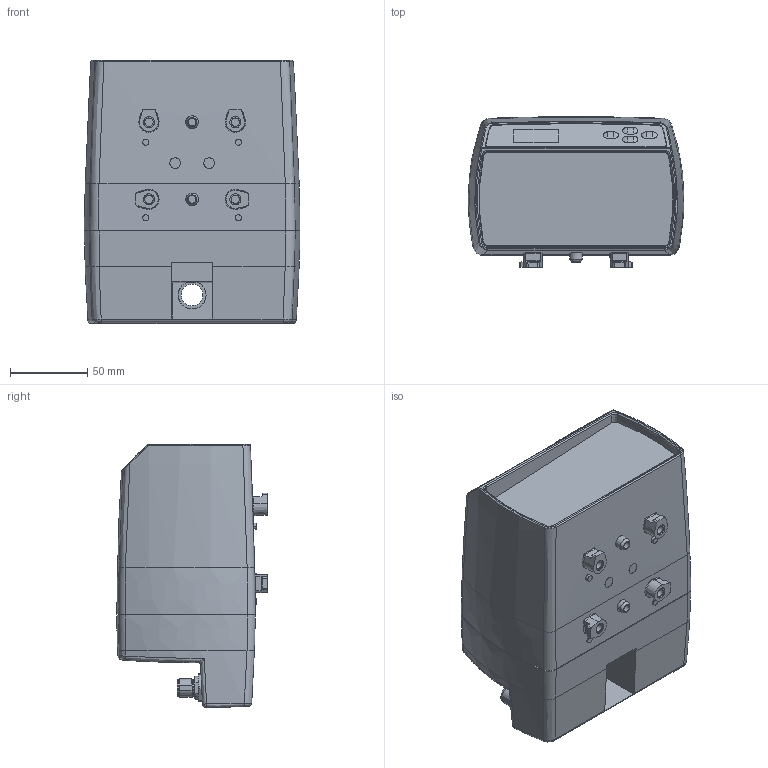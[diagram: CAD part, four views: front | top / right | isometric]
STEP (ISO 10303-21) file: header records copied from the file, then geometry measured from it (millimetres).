
FILE_DESCRIPTION((''),'2;1');
FILE_NAME('DB003351_VDM100_PDB_SW_PB','2007-12-11T',('tmarschner'),(''),'PRO/ENGINEER BY PARAMETRIC TECHNOLOGY CORPORATION, 2006300','PRO/ENGINEER BY PARAMETRIC TECHNOLOGY CORPORATION, 2006300','');
FILE_SCHEMA(('CONFIG_CONTROL_DESIGN'));
Products named in the file (1): DB003351_VDM100_PDB_SW_PB
Bounding box: 139.84 x 97.8 x 170.49 mm (x, y, z)
Volume: 282915.3 mm3; surface area: 211970.5 mm2
Topology: 6 solids, 6 shells, 1244 faces, 3090 edges, 2049 vertices
Faces by surface type: cylinder 403, plane 355, bspline 255, sphere 88, cone 78, torus 48, extrusion 16, revolution 1
Entity records: 62047 total; most frequent: CARTESIAN_POINT 23536, ORIENTED_EDGE 6002, DIRECTION 5641, EDGE_CURVE 3001, AXIS2_PLACEMENT_3D 2256, VERTEX_POINT 1887, FILL_AREA_STYLE_COLOUR 1490, FILL_AREA_STYLE 1490
